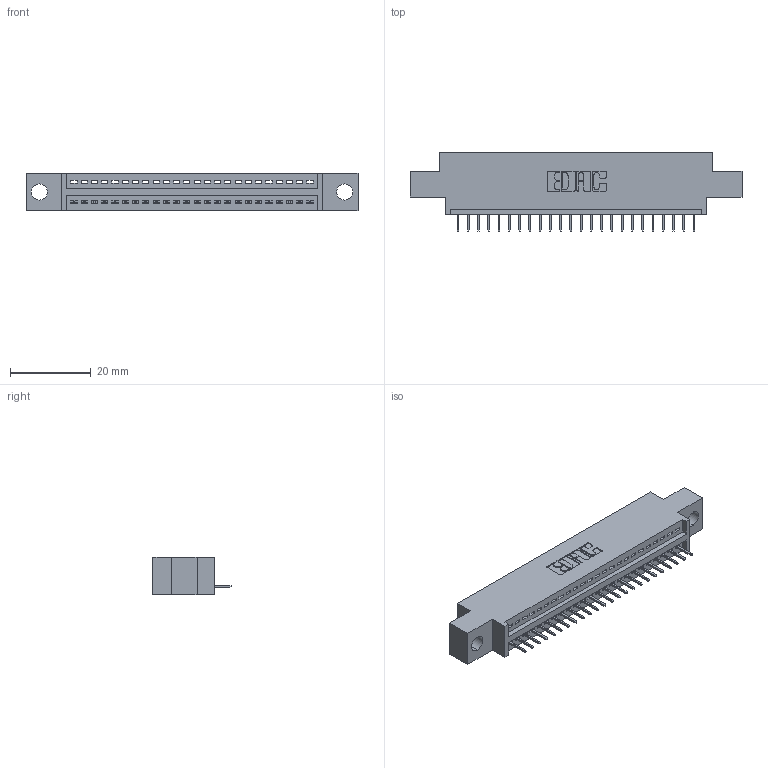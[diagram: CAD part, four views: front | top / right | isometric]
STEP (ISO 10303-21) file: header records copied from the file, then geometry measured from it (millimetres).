
FILE_DESCRIPTION (( 'STEP AP203' ), '1' );
FILE_NAME ('395-024-524-604.STEP', '2019-10-18T06:03:20', ( '' ), ( '' ), 'SwSTEP 2.0', 'SolidWorks 2016', '' );
FILE_SCHEMA (( 'CONFIG_CONTROL_DESIGN' ));
Length unit declared in the file: inch
Products named in the file (3): 345-292-001_345-293-124; 395-024-524-604; 345 Part_0.170 Offset - 0.156 Dia-TH
Assembly tree (25 placements, depth 2):
  395-024-524-604
    345 Part_0.170 Offset - 0.156 Dia-TH
    345-292-001_345-293-124  x24
Bounding box: 82.17 x 19.35 x 9.4 mm (x, y, z)
Volume: 7361 mm3; surface area: 9169.6 mm2
Topology: 25 solids, 25 shells, 1618 faces, 4673 edges, 3018 vertices
Faces by surface type: plane 1188, cylinder 430
Entity records: 20695 total; most frequent: CARTESIAN_POINT 3592, ORIENTED_EDGE 3550, DIRECTION 3163, EDGE_CURVE 1775, LINE 1551, VECTOR 1551, VERTEX_POINT 1178, AXIS2_PLACEMENT_3D 806
